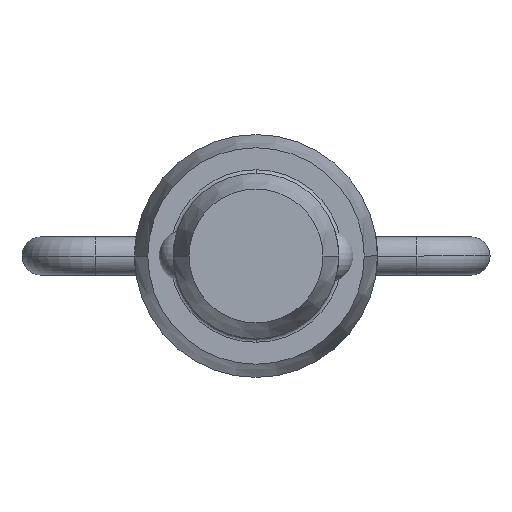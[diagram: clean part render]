
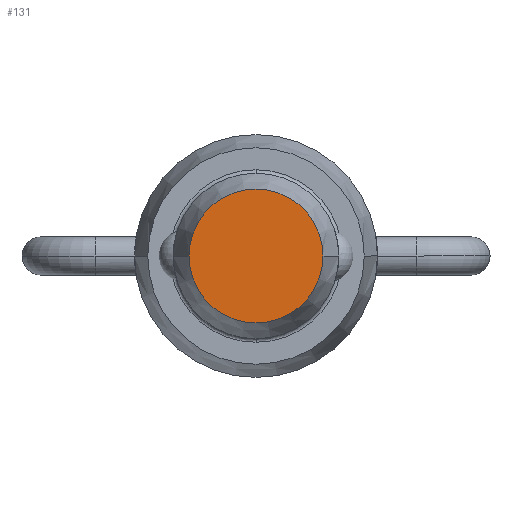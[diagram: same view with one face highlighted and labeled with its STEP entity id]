
A CAD part, front view. The second image highlights one B-rep face of the part: STEP entity #131.
In plain terms, the highlighted planar face has unit normal (0, -1, 0).
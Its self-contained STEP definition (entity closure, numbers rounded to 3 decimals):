
#131=ADVANCED_FACE('',(#266),#267,.T.);
#266=FACE_OUTER_BOUND('',#399,.T.);
#267=PLANE('',#400);
#399=EDGE_LOOP('',(#723,#724));
#400=AXIS2_PLACEMENT_3D('',#725,#726,#727);
#723=ORIENTED_EDGE('',*,*,#917,.T.);
#724=ORIENTED_EDGE('',*,*,#918,.T.);
#725=CARTESIAN_POINT('',(-2.381,-88.011,0.0));
#726=DIRECTION('',(0.,-1.0,0.0));
#727=DIRECTION('',(1.0,0.,0.0));
#917=EDGE_CURVE('',#1120,#1121,#1122,.T.);
#918=EDGE_CURVE('',#1121,#1120,#1123,.T.);
#1120=VERTEX_POINT('',#1523);
#1121=VERTEX_POINT('',#1524);
#1122=CIRCLE('',#1525,3.853);
#1123=CIRCLE('',#1526,3.853);
#1523=CARTESIAN_POINT('',(-3.853,-88.011,0.0));
#1524=CARTESIAN_POINT('',(3.853,-88.011,0.));
#1525=AXIS2_PLACEMENT_3D('',#1735,#1736,#1737);
#1526=AXIS2_PLACEMENT_3D('',#1738,#1739,#1740);
#1735=CARTESIAN_POINT('',(0.0,-88.011,0.0));
#1736=DIRECTION('',(0.,-1.0,0.0));
#1737=DIRECTION('',(-1.0,0.,0.0));
#1738=CARTESIAN_POINT('',(0.0,-88.011,0.0));
#1739=DIRECTION('',(0.,-1.0,0.0));
#1740=DIRECTION('',(-1.0,0.,0.0));
